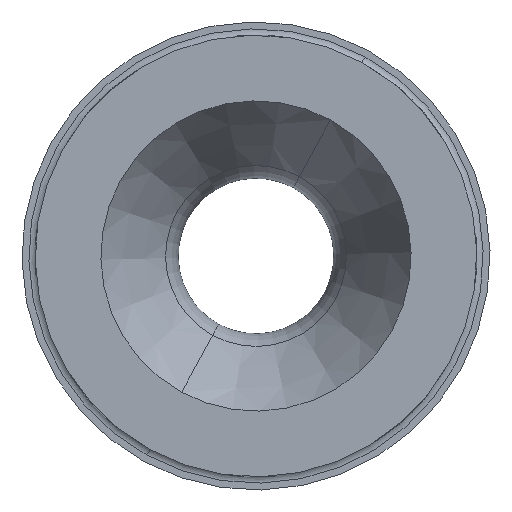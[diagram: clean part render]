
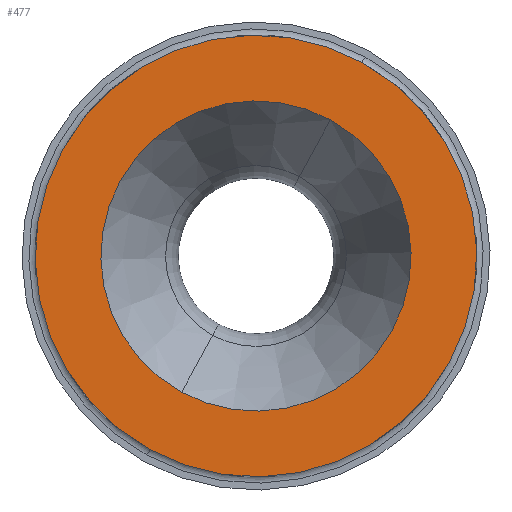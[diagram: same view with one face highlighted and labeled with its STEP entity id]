
A CAD part, front view. The second image highlights one B-rep face of the part: STEP entity #477.
In plain terms, the highlighted planar face has unit normal (0, -1, 0).
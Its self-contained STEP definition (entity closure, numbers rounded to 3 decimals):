
#57=CARTESIAN_POINT('Axis2P3D Location',(0.,0.,0.)) ;
#61=CARTESIAN_POINT('Vertex',(7.748,0.,14.182)) ;
#63=CARTESIAN_POINT('Vertex',(-7.748,0.,-14.182)) ;
#92=CARTESIAN_POINT('Axis2P3D Location',(0.,0.,0.)) ;
#327=CARTESIAN_POINT('Vertex',(11.027,0.,20.184)) ;
#330=CARTESIAN_POINT('Axis2P3D Location',(0.,0.,0.)) ;
#334=CARTESIAN_POINT('Vertex',(-11.027,0.,-20.184)) ;
#354=CARTESIAN_POINT('Axis2P3D Location',(0.,0.,0.)) ;
#464=CARTESIAN_POINT('Axis2P3D Location',(0.,0.,16.16)) ;
#58=DIRECTION('Axis2P3D Direction',(0.,-1.,-0.)) ;
#93=DIRECTION('Axis2P3D Direction',(0.,-1.,-0.)) ;
#331=DIRECTION('Axis2P3D Direction',(0.,1.,0.)) ;
#355=DIRECTION('Axis2P3D Direction',(0.,1.,0.)) ;
#465=DIRECTION('Axis2P3D Direction',(0.,1.,0.)) ;
#466=DIRECTION('Axis2P3D XDirection',(1.,-0.,0.)) ;
#59=AXIS2_PLACEMENT_3D('Circle Axis2P3D',#57,#58,$) ;
#94=AXIS2_PLACEMENT_3D('Circle Axis2P3D',#92,#93,$) ;
#332=AXIS2_PLACEMENT_3D('Circle Axis2P3D',#330,#331,$) ;
#356=AXIS2_PLACEMENT_3D('Circle Axis2P3D',#354,#355,$) ;
#467=AXIS2_PLACEMENT_3D('Plane Axis2P3D',#464,#465,#466) ;
#470=ORIENTED_EDGE('',*,*,#336,.F.) ;
#471=ORIENTED_EDGE('',*,*,#358,.F.) ;
#474=ORIENTED_EDGE('',*,*,#96,.T.) ;
#475=ORIENTED_EDGE('',*,*,#65,.T.) ;
#476=FACE_BOUND('',#473,.T.) ;
#477=ADVANCED_FACE('Corps principal',(#472,#476),#468,.F.) ;
#60=CIRCLE('generated circle',#59,16.16) ;
#95=CIRCLE('generated circle',#94,16.16) ;
#333=CIRCLE('generated circle',#332,23.) ;
#357=CIRCLE('generated circle',#356,23.) ;
#65=EDGE_CURVE('',#62,#64,#60,.F.) ;
#96=EDGE_CURVE('',#64,#62,#95,.F.) ;
#336=EDGE_CURVE('',#328,#335,#333,.T.) ;
#358=EDGE_CURVE('',#335,#328,#357,.T.) ;
#469=EDGE_LOOP('',(#470,#471)) ;
#473=EDGE_LOOP('',(#474,#475)) ;
#472=FACE_OUTER_BOUND('',#469,.T.) ;
#468=PLANE('Plane',#467) ;
#62=VERTEX_POINT('',#61) ;
#64=VERTEX_POINT('',#63) ;
#328=VERTEX_POINT('',#327) ;
#335=VERTEX_POINT('',#334) ;
